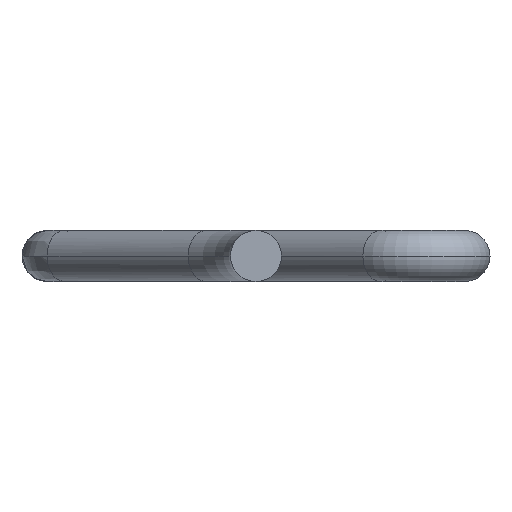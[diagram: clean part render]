
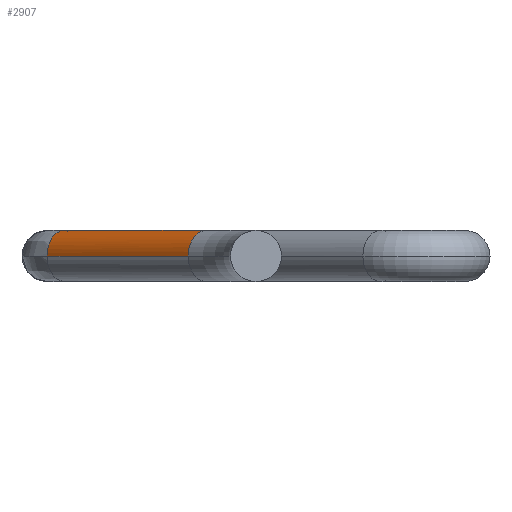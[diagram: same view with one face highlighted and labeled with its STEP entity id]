
A CAD part, front view. The second image highlights one B-rep face of the part: STEP entity #2907.
In plain terms, the highlighted cylindrical face has radius 6 mm (diameter 12 mm), a partial arc.
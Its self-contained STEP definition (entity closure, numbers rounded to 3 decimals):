
#262 = CARTESIAN_POINT ( 'NONE',  ( -40.942, 319.428, 0. ) ) ;
#343 = CARTESIAN_POINT ( 'NONE',  ( -40.942, 319.428, 12. ) ) ;
#446 = DIRECTION ( 'NONE',  ( -0.707, 0.707, 0. ) ) ;
#756 = ORIENTED_EDGE ( 'NONE', *, *, #4947, .T. ) ;
#1053 = VERTEX_POINT ( 'NONE', #5161 ) ;
#1092 = AXIS2_PLACEMENT_3D ( 'NONE', #3770, #446, #4303 ) ;
#1342 = CYLINDRICAL_SURFACE ( 'NONE', #2253, 6. ) ;
#1482 = CARTESIAN_POINT ( 'NONE',  ( -49.126, 310.641, 12. ) ) ;
#1492 = ORIENTED_EDGE ( 'NONE', *, *, #4374, .T. ) ;
#1640 =( BOUNDED_CURVE ( )  B_SPLINE_CURVE ( 3, ( #262, #343, #1482, #5281 ),
 .UNSPECIFIED., .F., .T. ) 
 B_SPLINE_CURVE_WITH_KNOTS ( ( 4, 4 ),
 ( 0., 0.5 ),
 .UNSPECIFIED. ) 
 CURVE ( )  GEOMETRIC_REPRESENTATION_ITEM ( )  RATIONAL_B_SPLINE_CURVE ( ( 1., 0.333, 0.333, 1. ) ) 
 REPRESENTATION_ITEM ( '' )  );
#1656 = VERTEX_POINT ( 'NONE', #1784 ) ;
#1784 = CARTESIAN_POINT ( 'NONE',  ( -7.473, 285.958, 0. ) ) ;
#1996 = CIRCLE ( 'NONE', #1092, 6. ) ;
#2252 = DIRECTION ( 'NONE',  ( -0.707, 0.707, 0. ) ) ;
#2253 = AXIS2_PLACEMENT_3D ( 'NONE', #6571, #5486, #2295 ) ;
#2295 = DIRECTION ( 'NONE',  ( -0.707, -0.707, 0. ) ) ;
#2403 = VECTOR ( 'NONE', #3767, 1000. ) ;
#2536 = CARTESIAN_POINT ( 'NONE',  ( -40.942, 319.428, 0. ) ) ;
#2907 = ADVANCED_FACE ( 'NONE', ( #4246 ), #1342, .T. ) ;
#3538 = EDGE_CURVE ( 'NONE', #4350, #1053, #6665, .T. ) ;
#3626 = ORIENTED_EDGE ( 'NONE', *, *, #3538, .F. ) ;
#3767 = DIRECTION ( 'NONE',  ( -0.707, 0.707, 0. ) ) ;
#3770 = CARTESIAN_POINT ( 'NONE',  ( -11.716, 281.716, 0. ) ) ;
#4246 = FACE_OUTER_BOUND ( 'NONE', #4961, .T. ) ;
#4303 = DIRECTION ( 'NONE',  ( 0., 0., 1. ) ) ;
#4350 = VERTEX_POINT ( 'NONE', #6266 ) ;
#4365 = VERTEX_POINT ( 'NONE', #2536 ) ;
#4374 = EDGE_CURVE ( 'NONE', #4365, #1053, #1640, .T. ) ;
#4947 = EDGE_CURVE ( 'NONE', #4350, #1656, #1996, .T. ) ;
#4961 = EDGE_LOOP ( 'NONE', ( #756, #6934, #1492, #3626 ) ) ;
#5161 = CARTESIAN_POINT ( 'NONE',  ( -49.126, 310.641, 0. ) ) ;
#5281 = CARTESIAN_POINT ( 'NONE',  ( -49.126, 310.641, 0. ) ) ;
#5449 = CARTESIAN_POINT ( 'NONE',  ( -7.473, 285.958, 0. ) ) ;
#5486 = DIRECTION ( 'NONE',  ( -0.707, 0.707, 0. ) ) ;
#5555 = EDGE_CURVE ( 'NONE', #1656, #4365, #6747, .T. ) ;
#5637 = VECTOR ( 'NONE', #2252, 1000. ) ;
#6266 = CARTESIAN_POINT ( 'NONE',  ( -15.958, 277.473, 0. ) ) ;
#6571 = CARTESIAN_POINT ( 'NONE',  ( -11.716, 281.716, 0. ) ) ;
#6665 = LINE ( 'NONE', #6971, #2403 ) ;
#6747 = LINE ( 'NONE', #5449, #5637 ) ;
#6934 = ORIENTED_EDGE ( 'NONE', *, *, #5555, .T. ) ;
#6971 = CARTESIAN_POINT ( 'NONE',  ( -15.958, 277.473, 0. ) ) ;
